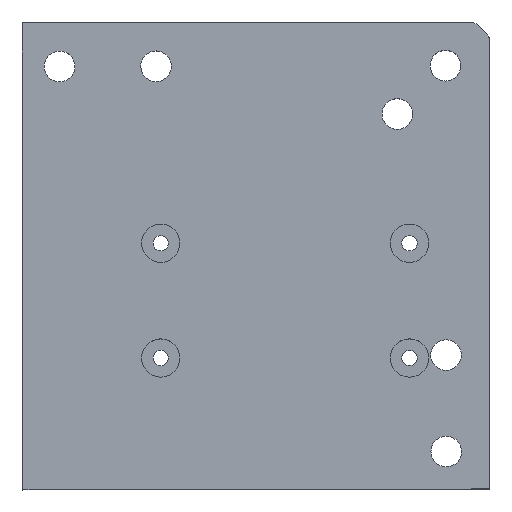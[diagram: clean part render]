
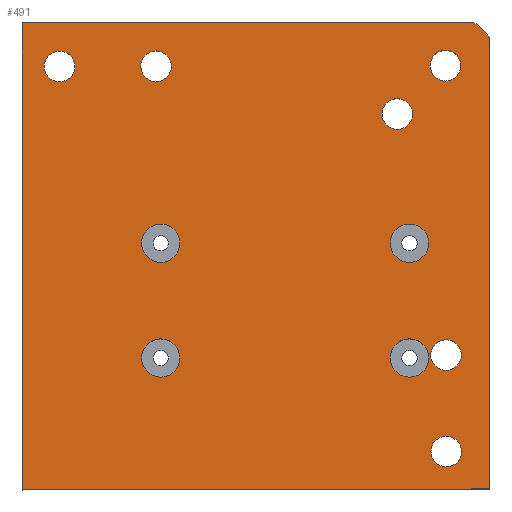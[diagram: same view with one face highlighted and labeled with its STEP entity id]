
A CAD part, top view. The second image highlights one B-rep face of the part: STEP entity #491.
In plain terms, the highlighted planar face has unit normal (0, 0, 1).
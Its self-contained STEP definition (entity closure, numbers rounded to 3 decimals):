
#27=FACE_BOUND('',#103,.T.);
#28=FACE_BOUND('',#104,.T.);
#29=FACE_BOUND('',#105,.T.);
#30=FACE_BOUND('',#106,.T.);
#31=FACE_BOUND('',#107,.T.);
#32=FACE_BOUND('',#108,.T.);
#33=FACE_BOUND('',#109,.T.);
#34=FACE_BOUND('',#110,.T.);
#35=FACE_BOUND('',#111,.T.);
#36=FACE_BOUND('',#112,.T.);
#51=PLANE('',#560);
#71=FACE_OUTER_BOUND('',#102,.T.);
#102=EDGE_LOOP('',(#378,#379,#380,#381,#382,#383,#384));
#103=EDGE_LOOP('',(#385));
#104=EDGE_LOOP('',(#386));
#105=EDGE_LOOP('',(#387));
#106=EDGE_LOOP('',(#388));
#107=EDGE_LOOP('',(#389));
#108=EDGE_LOOP('',(#390));
#109=EDGE_LOOP('',(#391));
#110=EDGE_LOOP('',(#392));
#111=EDGE_LOOP('',(#393));
#112=EDGE_LOOP('',(#394));
#145=LINE('',#806,#178);
#146=LINE('',#808,#179);
#147=LINE('',#810,#180);
#148=LINE('',#814,#181);
#149=LINE('',#816,#182);
#150=LINE('',#817,#183);
#178=VECTOR('',#662,10.);
#179=VECTOR('',#663,10.);
#180=VECTOR('',#664,10.);
#181=VECTOR('',#667,10.);
#182=VECTOR('',#668,10.);
#183=VECTOR('',#669,10.);
#203=CIRCLE('',#533,5.);
#206=CIRCLE('',#538,5.);
#209=CIRCLE('',#543,5.);
#212=CIRCLE('',#548,5.);
#219=CIRCLE('',#561,13.);
#220=CIRCLE('',#562,4.);
#221=CIRCLE('',#563,4.);
#222=CIRCLE('',#564,4.);
#223=CIRCLE('',#565,4.);
#224=CIRCLE('',#566,4.);
#225=CIRCLE('',#567,4.);
#233=VERTEX_POINT('',#752);
#236=VERTEX_POINT('',#761);
#239=VERTEX_POINT('',#770);
#242=VERTEX_POINT('',#779);
#249=VERTEX_POINT('',#804);
#250=VERTEX_POINT('',#805);
#251=VERTEX_POINT('',#807);
#252=VERTEX_POINT('',#809);
#253=VERTEX_POINT('',#811);
#254=VERTEX_POINT('',#813);
#255=VERTEX_POINT('',#815);
#256=VERTEX_POINT('',#818);
#257=VERTEX_POINT('',#820);
#258=VERTEX_POINT('',#822);
#259=VERTEX_POINT('',#824);
#260=VERTEX_POINT('',#826);
#261=VERTEX_POINT('',#828);
#275=EDGE_CURVE('',#233,#233,#203,.T.);
#279=EDGE_CURVE('',#236,#236,#206,.T.);
#283=EDGE_CURVE('',#239,#239,#209,.T.);
#287=EDGE_CURVE('',#242,#242,#212,.T.);
#299=EDGE_CURVE('',#249,#250,#145,.T.);
#300=EDGE_CURVE('',#250,#251,#146,.T.);
#301=EDGE_CURVE('',#251,#252,#147,.T.);
#302=EDGE_CURVE('',#252,#253,#219,.T.);
#303=EDGE_CURVE('',#253,#254,#148,.T.);
#304=EDGE_CURVE('',#254,#255,#149,.T.);
#305=EDGE_CURVE('',#255,#249,#150,.T.);
#306=EDGE_CURVE('',#256,#256,#220,.T.);
#307=EDGE_CURVE('',#257,#257,#221,.T.);
#308=EDGE_CURVE('',#258,#258,#222,.T.);
#309=EDGE_CURVE('',#259,#259,#223,.T.);
#310=EDGE_CURVE('',#260,#260,#224,.T.);
#311=EDGE_CURVE('',#261,#261,#225,.T.);
#378=ORIENTED_EDGE('',*,*,#299,.T.);
#379=ORIENTED_EDGE('',*,*,#300,.T.);
#380=ORIENTED_EDGE('',*,*,#301,.T.);
#381=ORIENTED_EDGE('',*,*,#302,.T.);
#382=ORIENTED_EDGE('',*,*,#303,.T.);
#383=ORIENTED_EDGE('',*,*,#304,.T.);
#384=ORIENTED_EDGE('',*,*,#305,.T.);
#385=ORIENTED_EDGE('',*,*,#275,.T.);
#386=ORIENTED_EDGE('',*,*,#279,.T.);
#387=ORIENTED_EDGE('',*,*,#283,.T.);
#388=ORIENTED_EDGE('',*,*,#287,.T.);
#389=ORIENTED_EDGE('',*,*,#306,.T.);
#390=ORIENTED_EDGE('',*,*,#307,.T.);
#391=ORIENTED_EDGE('',*,*,#308,.T.);
#392=ORIENTED_EDGE('',*,*,#309,.T.);
#393=ORIENTED_EDGE('',*,*,#310,.T.);
#394=ORIENTED_EDGE('',*,*,#311,.T.);
#491=ADVANCED_FACE('',(#71,#27,#28,#29,#30,#31,#32,#33,#34,#35,#36),#51,
 .F.);
#533=AXIS2_PLACEMENT_3D('',#753,#598,#599);
#538=AXIS2_PLACEMENT_3D('',#762,#609,#610);
#543=AXIS2_PLACEMENT_3D('',#771,#620,#621);
#548=AXIS2_PLACEMENT_3D('',#780,#631,#632);
#560=AXIS2_PLACEMENT_3D('',#803,#660,#661);
#561=AXIS2_PLACEMENT_3D('',#812,#665,#666);
#562=AXIS2_PLACEMENT_3D('',#819,#670,#671);
#563=AXIS2_PLACEMENT_3D('',#821,#672,#673);
#564=AXIS2_PLACEMENT_3D('',#823,#674,#675);
#565=AXIS2_PLACEMENT_3D('',#825,#676,#677);
#566=AXIS2_PLACEMENT_3D('',#827,#678,#679);
#567=AXIS2_PLACEMENT_3D('',#829,#680,#681);
#598=DIRECTION('center_axis',(0.,0.,
-1.));
#599=DIRECTION('ref_axis',(-1.,0.,0.));
#609=DIRECTION('center_axis',(0.,0.,
-1.));
#610=DIRECTION('ref_axis',(-1.,0.,0.));
#620=DIRECTION('center_axis',(0.,0.,
-1.));
#621=DIRECTION('ref_axis',(-1.,0.,0.));
#631=DIRECTION('center_axis',(0.,0.,
-1.));
#632=DIRECTION('ref_axis',(-1.,0.,0.));
#660=DIRECTION('center_axis',(0.,0.,
-1.));
#661=DIRECTION('ref_axis',(-1.,0.,0.));
#662=DIRECTION('',(1.,0.002,0.));
#663=DIRECTION('',(-0.002,1.,0.));
#664=DIRECTION('',(-1.,-0.002,0.));
#665=DIRECTION('center_axis',(0.,0.,
1.));
#666=DIRECTION('ref_axis',(1.,0.002,0.));
#667=DIRECTION('',(-0.002,1.,0.));
#668=DIRECTION('',(-1.,-0.002,0.));
#669=DIRECTION('',(0.002,-1.,0.));
#670=DIRECTION('center_axis',(0.,0.,
-1.));
#671=DIRECTION('ref_axis',(-1.,-0.002,0.));
#672=DIRECTION('center_axis',(0.,0.,
-1.));
#673=DIRECTION('ref_axis',(-1.,-0.002,0.));
#674=DIRECTION('center_axis',(0.,0.,
-1.));
#675=DIRECTION('ref_axis',(-1.,-0.002,0.));
#676=DIRECTION('center_axis',(0.,0.,
-1.));
#677=DIRECTION('ref_axis',(-1.,-0.002,0.));
#678=DIRECTION('center_axis',(0.,0.,
-1.));
#679=DIRECTION('ref_axis',(-1.,-0.002,0.));
#680=DIRECTION('center_axis',(0.,0.,
-1.));
#681=DIRECTION('ref_axis',(-1.,-0.002,0.));
#752=CARTESIAN_POINT('',(49.305,130.036,-94.511));
#753=CARTESIAN_POINT('Origin',(44.305,130.036,-94.511));
#761=CARTESIAN_POINT('',(49.305,100.036,-94.511));
#762=CARTESIAN_POINT('Origin',(44.305,100.036,-94.511));
#770=CARTESIAN_POINT('',(114.305,130.036,-94.511));
#771=CARTESIAN_POINT('Origin',(109.305,130.036,-94.511));
#779=CARTESIAN_POINT('',(114.305,100.036,-94.511));
#780=CARTESIAN_POINT('Origin',(109.305,100.036,-94.511));
#803=CARTESIAN_POINT('Origin',(125.089,182.813,-94.511));
#804=CARTESIAN_POINT('',(8.332,65.57,-94.511));
#805=CARTESIAN_POINT('',(130.332,65.823,-94.511));
#806=CARTESIAN_POINT('',(125.332,65.813,-94.511));
#807=CARTESIAN_POINT('',(130.087,183.823,-94.511));
#808=CARTESIAN_POINT('',(130.322,70.823,-94.511));
#809=CARTESIAN_POINT('',(130.041,183.823,-94.511));
#810=CARTESIAN_POINT('',(125.087,183.813,-94.511));
#811=CARTESIAN_POINT('',(126.078,187.769,-94.511));
#812=CARTESIAN_POINT('Origin',(119.101,176.8,-94.511));
#813=CARTESIAN_POINT('',(126.078,187.815,-94.511));
#814=CARTESIAN_POINT('',(126.089,182.815,-94.511));
#815=CARTESIAN_POINT('',(8.079,187.569,-94.511));
#816=CARTESIAN_POINT('',(13.079,187.58,-94.511));
#817=CARTESIAN_POINT('',(8.264,98.566,-94.511));
#818=CARTESIAN_POINT('',(110.128,163.782,-94.511));
#819=CARTESIAN_POINT('Origin',(106.128,163.773,-94.511));
#820=CARTESIAN_POINT('',(122.912,75.608,-94.511));
#821=CARTESIAN_POINT('Origin',(118.912,75.6,-94.511));
#822=CARTESIAN_POINT('',(122.859,100.8,-94.511));
#823=CARTESIAN_POINT('Origin',(118.859,100.8,-94.511));
#824=CARTESIAN_POINT('',(47.102,176.251,-94.511));
#825=CARTESIAN_POINT('Origin',(43.102,176.242,-94.511));
#826=CARTESIAN_POINT('',(122.702,176.408,-94.511));
#827=CARTESIAN_POINT('Origin',(118.702,176.399,-94.511));
#828=CARTESIAN_POINT('',(21.902,176.198,-94.511));
#829=CARTESIAN_POINT('Origin',(17.902,176.19,-94.511));
